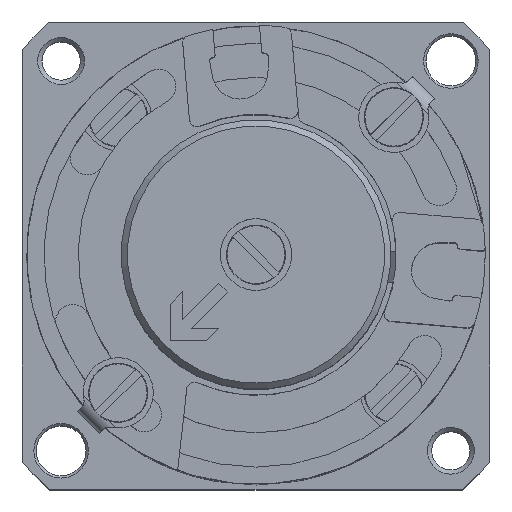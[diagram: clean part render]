
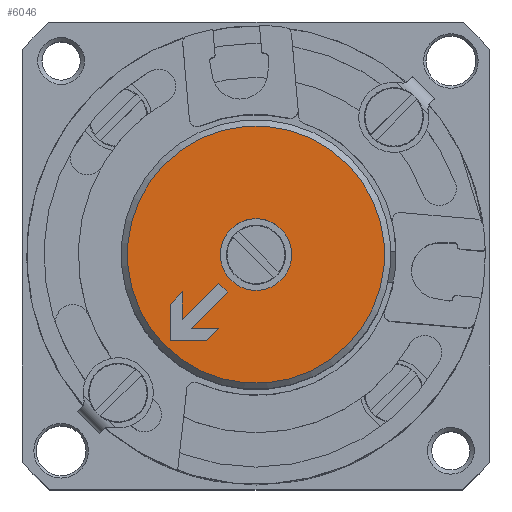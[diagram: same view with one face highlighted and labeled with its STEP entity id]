
A CAD part, top view. The second image highlights one B-rep face of the part: STEP entity #6046.
In plain terms, the highlighted face is planar.
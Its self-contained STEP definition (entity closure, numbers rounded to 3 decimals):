
#618=CIRCLE('',#6817,8.25);
#619=CIRCLE('',#6819,2.3);
#1778=ORIENTED_EDGE('',*,*,#2947,.F.);
#1779=ORIENTED_EDGE('',*,*,#2948,.T.);
#1780=ORIENTED_EDGE('',*,*,#2949,.T.);
#1781=ORIENTED_EDGE('',*,*,#2950,.T.);
#1782=ORIENTED_EDGE('',*,*,#2951,.T.);
#1783=ORIENTED_EDGE('',*,*,#2952,.T.);
#1784=ORIENTED_EDGE('',*,*,#2953,.T.);
#1785=ORIENTED_EDGE('',*,*,#2954,.T.);
#1786=ORIENTED_EDGE('',*,*,#2955,.T.);
#1787=ORIENTED_EDGE('',*,*,#2956,.T.);
#1788=ORIENTED_EDGE('',*,*,#2946,.T.);
#2946=EDGE_CURVE('',#3627,#3627,#618,.T.);
#2947=EDGE_CURVE('',#3628,#3628,#619,.T.);
#2948=EDGE_CURVE('',#3629,#3630,#4041,.T.);
#2949=EDGE_CURVE('',#3630,#3631,#4042,.T.);
#2950=EDGE_CURVE('',#3631,#3632,#4043,.T.);
#2951=EDGE_CURVE('',#3632,#3633,#4044,.T.);
#2952=EDGE_CURVE('',#3633,#3634,#4045,.T.);
#2953=EDGE_CURVE('',#3634,#3635,#4046,.T.);
#2954=EDGE_CURVE('',#3635,#3636,#4047,.T.);
#2955=EDGE_CURVE('',#3636,#3637,#4048,.T.);
#2956=EDGE_CURVE('',#3637,#3629,#4049,.T.);
#3627=VERTEX_POINT('',#10321);
#3628=VERTEX_POINT('',#10324);
#3629=VERTEX_POINT('',#10326);
#3630=VERTEX_POINT('',#10327);
#3631=VERTEX_POINT('',#10329);
#3632=VERTEX_POINT('',#10331);
#3633=VERTEX_POINT('',#10333);
#3634=VERTEX_POINT('',#10335);
#3635=VERTEX_POINT('',#10337);
#3636=VERTEX_POINT('',#10339);
#3637=VERTEX_POINT('',#10341);
#4041=LINE('',#10325,#4452);
#4042=LINE('',#10328,#4453);
#4043=LINE('',#10330,#4454);
#4044=LINE('',#10332,#4455);
#4045=LINE('',#10334,#4456);
#4046=LINE('',#10336,#4457);
#4047=LINE('',#10338,#4458);
#4048=LINE('',#10340,#4459);
#4049=LINE('',#10342,#4460);
#4452=VECTOR('',#8369,1000.);
#4453=VECTOR('',#8370,1000.);
#4454=VECTOR('',#8371,1000.);
#4455=VECTOR('',#8372,1000.);
#4456=VECTOR('',#8373,1000.);
#4457=VECTOR('',#8374,1000.);
#4458=VECTOR('',#8375,1000.);
#4459=VECTOR('',#8376,1000.);
#4460=VECTOR('',#8377,1000.);
#4967=EDGE_LOOP('',(#1778));
#4968=EDGE_LOOP('',(#1779,#1780,#1781,#1782,#1783,#1784,#1785,#1786,#1787));
#4969=EDGE_LOOP('',(#1788));
#5484=FACE_BOUND('',#4967,.T.);
#5485=FACE_BOUND('',#4968,.T.);
#5486=FACE_BOUND('',#4969,.T.);
#5733=PLANE('',#6818);
#6046=ADVANCED_FACE('',(#5484,#5485,#5486),#5733,.F.);
#6817=AXIS2_PLACEMENT_3D('',#10320,#8363,#8364);
#6818=AXIS2_PLACEMENT_3D('',#10322,#8365,#8366);
#6819=AXIS2_PLACEMENT_3D('',#10323,#8367,#8368);
#8363=DIRECTION('',(0.,0.,-1.));
#8364=DIRECTION('',(-1.,0.,0.));
#8365=DIRECTION('',(0.,0.,1.));
#8366=DIRECTION('',(1.,0.,0.));
#8367=DIRECTION('',(0.,0.,-1.));
#8368=DIRECTION('',(-1.,0.,0.));
#8369=DIRECTION('',(-0.707,0.707,0.));
#8370=DIRECTION('',(-0.707,-0.707,0.));
#8371=DIRECTION('',(0.,-1.,0.));
#8372=DIRECTION('',(0.707,0.707,0.));
#8373=DIRECTION('',(0.,-1.,0.));
#8374=DIRECTION('',(1.,0.,0.));
#8375=DIRECTION('',(0.,1.,0.));
#8376=DIRECTION('',(0.707,-0.707,0.));
#8377=DIRECTION('',(0.,1.,0.));
#10320=CARTESIAN_POINT('',(0.,0.,-13.7));
#10321=CARTESIAN_POINT('',(-8.25,0.,-13.7));
#10322=CARTESIAN_POINT('',(0.,8.25,-13.7));
#10323=CARTESIAN_POINT('',(0.,0.,-13.7));
#10324=CARTESIAN_POINT('',(-2.3,0.,-13.7));
#10325=CARTESIAN_POINT('',(1.65,6.15,-13.7));
#10326=CARTESIAN_POINT('',(1.65,6.15,-13.7));
#10327=CARTESIAN_POINT('',(0.,7.8,-13.7));
#10328=CARTESIAN_POINT('',(0.,7.8,-13.7));
#10329=CARTESIAN_POINT('',(-1.65,6.15,-13.7));
#10330=CARTESIAN_POINT('',(-1.65,6.15,-13.7));
#10331=CARTESIAN_POINT('',(-1.65,5.019,-13.7));
#10332=CARTESIAN_POINT('',(-1.65,5.019,-13.7));
#10333=CARTESIAN_POINT('',(-0.4,6.269,-13.7));
#10334=CARTESIAN_POINT('',(-0.4,6.269,-13.7));
#10335=CARTESIAN_POINT('',(-0.4,3.,-13.7));
#10336=CARTESIAN_POINT('',(0.,3.,-13.7));
#10337=CARTESIAN_POINT('',(0.4,3.,-13.7));
#10338=CARTESIAN_POINT('',(0.4,3.,-13.7));
#10339=CARTESIAN_POINT('',(0.4,6.269,-13.7));
#10340=CARTESIAN_POINT('',(0.4,6.269,-13.7));
#10341=CARTESIAN_POINT('',(1.65,5.019,-13.7));
#10342=CARTESIAN_POINT('',(1.65,5.019,-13.7));
